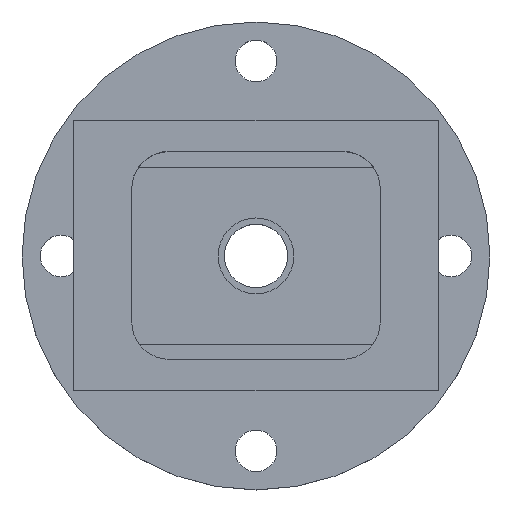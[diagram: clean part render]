
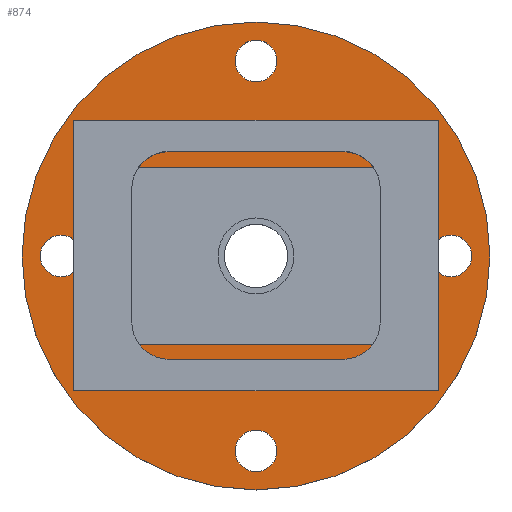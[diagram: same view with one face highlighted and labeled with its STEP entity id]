
A CAD part, top view. The second image highlights one B-rep face of the part: STEP entity #874.
In plain terms, the highlighted planar face has unit normal (0, 0, 1).
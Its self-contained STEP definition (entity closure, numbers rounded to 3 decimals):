
#49=FACE_BOUND('',#149,.T.);
#50=FACE_BOUND('',#150,.T.);
#51=FACE_BOUND('',#151,.T.);
#52=FACE_BOUND('',#152,.T.);
#53=FACE_BOUND('',#153,.T.);
#91=FACE_OUTER_BOUND('',#148,.T.);
#148=EDGE_LOOP('',(#734));
#149=EDGE_LOOP('',(#735));
#150=EDGE_LOOP('',(#736));
#151=EDGE_LOOP('',(#737));
#152=EDGE_LOOP('',(#738));
#153=EDGE_LOOP('',(#739,#740,#741,#742));
#192=CIRCLE('',#921,2.);
#193=CIRCLE('',#923,2.);
#194=CIRCLE('',#925,2.);
#195=CIRCLE('',#927,22.5);
#196=CIRCLE('',#929,2.);
#251=LINE('',#1313,#334);
#276=LINE('',#1423,#359);
#279=LINE('',#1429,#362);
#280=LINE('',#1430,#363);
#334=VECTOR('',#1041,10.);
#359=VECTOR('',#1168,10.);
#362=VECTOR('',#1173,10.);
#363=VECTOR('',#1174,10.);
#417=VERTEX_POINT('',#1310);
#418=VERTEX_POINT('',#1312);
#431=VERTEX_POINT('',#1347);
#432=VERTEX_POINT('',#1351);
#433=VERTEX_POINT('',#1355);
#434=VERTEX_POINT('',#1359);
#435=VERTEX_POINT('',#1363);
#452=VERTEX_POINT('',#1422);
#454=VERTEX_POINT('',#1428);
#507=EDGE_CURVE('',#418,#417,#251,.F.);
#524=EDGE_CURVE('',#431,#431,#192,.T.);
#526=EDGE_CURVE('',#432,#432,#193,.T.);
#528=EDGE_CURVE('',#433,#433,#194,.T.);
#530=EDGE_CURVE('',#434,#434,#195,.T.);
#532=EDGE_CURVE('',#435,#435,#196,.T.);
#560=EDGE_CURVE('',#452,#418,#276,.F.);
#563=EDGE_CURVE('',#417,#454,#279,.F.);
#564=EDGE_CURVE('',#454,#452,#280,.F.);
#734=ORIENTED_EDGE('',*,*,#530,.F.);
#735=ORIENTED_EDGE('',*,*,#532,.T.);
#736=ORIENTED_EDGE('',*,*,#528,.T.);
#737=ORIENTED_EDGE('',*,*,#526,.T.);
#738=ORIENTED_EDGE('',*,*,#524,.T.);
#739=ORIENTED_EDGE('',*,*,#560,.T.);
#740=ORIENTED_EDGE('',*,*,#507,.T.);
#741=ORIENTED_EDGE('',*,*,#563,.T.);
#742=ORIENTED_EDGE('',*,*,#564,.T.);
#836=PLANE('',#954);
#874=ADVANCED_FACE('',(#91,#49,#50,#51,#52,#53),#836,.F.);
#921=AXIS2_PLACEMENT_3D('',#1349,#1082,#1083);
#923=AXIS2_PLACEMENT_3D('',#1353,#1087,#1088);
#925=AXIS2_PLACEMENT_3D('',#1357,#1092,#1093);
#927=AXIS2_PLACEMENT_3D('',#1361,#1097,#1098);
#929=AXIS2_PLACEMENT_3D('',#1365,#1102,#1103);
#954=AXIS2_PLACEMENT_3D('',#1427,#1171,#1172);
#1041=DIRECTION('',(-1.,0.,0.));
#1082=DIRECTION('center_axis',(0.,0.,-1.));
#1083=DIRECTION('ref_axis',(1.,0.,0.));
#1087=DIRECTION('center_axis',(0.,0.,-1.));
#1088=DIRECTION('ref_axis',(1.,0.,0.));
#1092=DIRECTION('center_axis',(0.,0.,-1.));
#1093=DIRECTION('ref_axis',(1.,0.,0.));
#1097=DIRECTION('center_axis',(0.,0.,-1.));
#1098=DIRECTION('ref_axis',(1.,0.,0.));
#1102=DIRECTION('center_axis',(0.,0.,-1.));
#1103=DIRECTION('ref_axis',(1.,0.,0.));
#1168=DIRECTION('',(0.,-1.,0.));
#1171=DIRECTION('center_axis',(0.,0.,-1.));
#1172=DIRECTION('ref_axis',(1.,0.,0.));
#1173=DIRECTION('',(0.,1.,0.));
#1174=DIRECTION('',(1.,0.,0.));
#1310=CARTESIAN_POINT('',(15.25,8.5,107.9));
#1312=CARTESIAN_POINT('',(-15.25,8.5,107.9));
#1313=CARTESIAN_POINT('',(7.125,8.5,107.9));
#1347=CARTESIAN_POINT('',(-2.,-18.75,107.9));
#1349=CARTESIAN_POINT('Origin',(0.,-18.75,107.9));
#1351=CARTESIAN_POINT('',(16.75,0.,107.9));
#1353=CARTESIAN_POINT('Origin',(18.75,0.,107.9));
#1355=CARTESIAN_POINT('',(-2.,18.75,107.9));
#1357=CARTESIAN_POINT('Origin',(0.,18.75,107.9));
#1359=CARTESIAN_POINT('',(-22.5,0.,107.9));
#1361=CARTESIAN_POINT('Origin',(0.,0.,107.9));
#1363=CARTESIAN_POINT('',(-20.75,0.,107.9));
#1365=CARTESIAN_POINT('Origin',(-18.75,0.,107.9));
#1422=CARTESIAN_POINT('',(-15.25,-8.5,107.9));
#1423=CARTESIAN_POINT('',(-15.25,4.25,107.9));
#1427=CARTESIAN_POINT('Origin',(0.,0.,107.9));
#1428=CARTESIAN_POINT('',(15.25,-8.5,107.9));
#1429=CARTESIAN_POINT('',(15.25,-4.25,107.9));
#1430=CARTESIAN_POINT('',(-7.125,-8.5,107.9));
